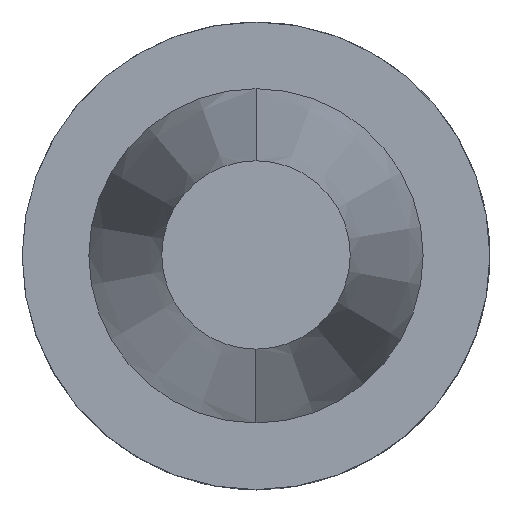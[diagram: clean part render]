
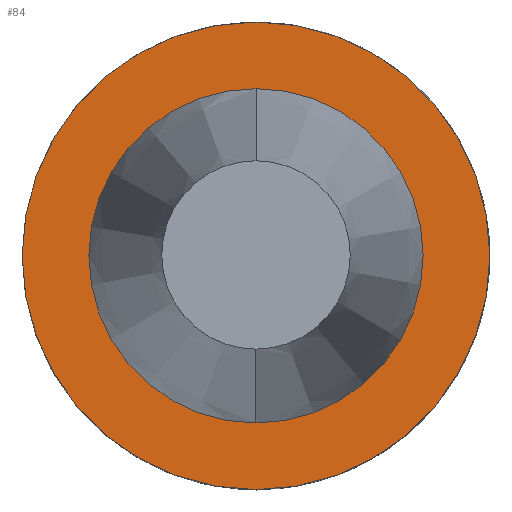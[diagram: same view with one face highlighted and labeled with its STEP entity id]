
A CAD part, top view. The second image highlights one B-rep face of the part: STEP entity #84.
In plain terms, the highlighted planar face has unit normal (0, 0, 1).
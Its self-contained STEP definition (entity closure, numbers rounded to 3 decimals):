
#84=ADVANCED_FACE('',(#112,#113),#106,.F.);
#106=PLANE('',#344);
#112=FACE_BOUND('',#132,.T.);
#113=FACE_BOUND('',#133,.T.);
#132=EDGE_LOOP('',(#164));
#133=EDGE_LOOP('',(#165,#166));
#164=ORIENTED_EDGE('',*,*,#256,.F.);
#165=ORIENTED_EDGE('',*,*,#257,.T.);
#166=ORIENTED_EDGE('',*,*,#258,.T.);
#232=VERTEX_POINT('',#506);
#233=VERTEX_POINT('',#508);
#234=VERTEX_POINT('',#509);
#256=EDGE_CURVE('',#232,#232,#290,.T.);
#257=EDGE_CURVE('',#233,#234,#291,.T.);
#258=EDGE_CURVE('',#234,#233,#292,.T.);
#290=CIRCLE('',#341,31.5);
#291=CIRCLE('',#342,22.517);
#292=CIRCLE('',#343,22.517);
#341=AXIS2_PLACEMENT_3D('',#505,#397,#398);
#342=AXIS2_PLACEMENT_3D('',#507,#399,#400);
#343=AXIS2_PLACEMENT_3D('',#510,#401,#402);
#344=AXIS2_PLACEMENT_3D('',#511,#403,#404);
#397=DIRECTION('',(0.,0.,-1.));
#398=DIRECTION('',(-1.,0.,0.));
#399=DIRECTION('',(0.,0.,-1.));
#400=DIRECTION('',(-1.,0.,0.));
#401=DIRECTION('',(0.,0.,-1.));
#402=DIRECTION('',(-1.,0.,0.));
#403=DIRECTION('',(0.,0.,-1.));
#404=DIRECTION('',(0.,1.,0.));
#505=CARTESIAN_POINT('',(0.,0.,-2.));
#506=CARTESIAN_POINT('',(-31.5,0.,-2.));
#507=CARTESIAN_POINT('',(0.,0.,-2.));
#508=CARTESIAN_POINT('',(0.,22.517,-2.));
#509=CARTESIAN_POINT('',(0.,-22.517,-2.));
#510=CARTESIAN_POINT('',(0.,0.,-2.));
#511=CARTESIAN_POINT('',(0.,0.,-2.));
